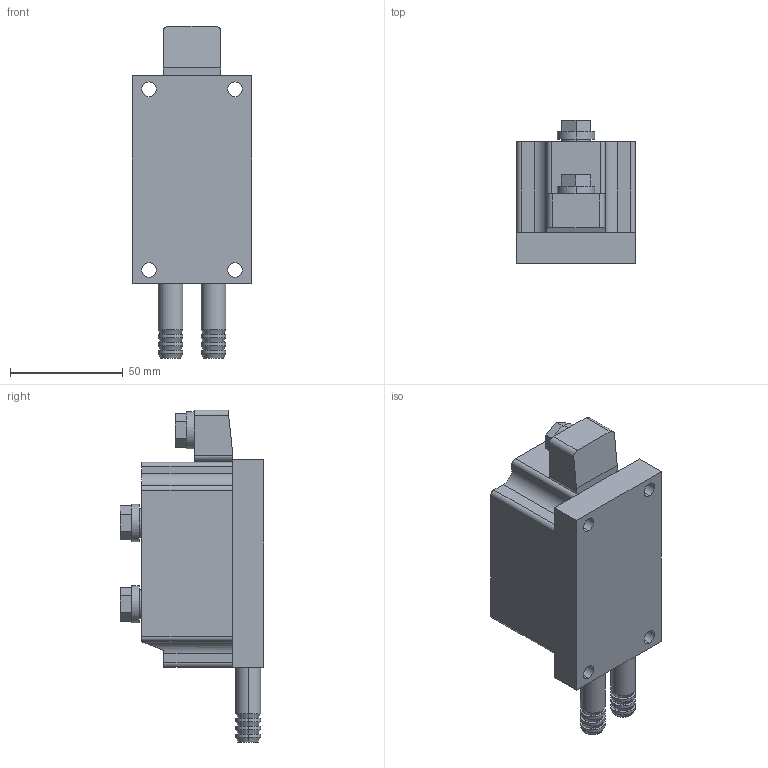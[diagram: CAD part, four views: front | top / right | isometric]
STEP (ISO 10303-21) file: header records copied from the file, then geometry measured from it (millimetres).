
FILE_DESCRIPTION (( 'STEP AP214' ), '1' );
FILE_NAME ('45MTC250-300阨濮.STEP', '2025-04-14T08:57:15', ( '' ), ( 'Microsoft' ), 'SwSTEP 2.0', 'SolidWorks 2014', '' );
FILE_SCHEMA (( 'AUTOMOTIVE_DESIGN' ));
Length unit declared in the file: millimetre
Products named in the file (1): 45MTC250-300阨濮
Bounding box: 53 x 63.5 x 147 mm (x, y, z)
Volume: 251319.7 mm3; surface area: 32288.4 mm2
Topology: 1 solids, 9 shells, 163 faces, 369 edges, 240 vertices
Faces by surface type: plane 81, cylinder 66, cone 16
Entity records: 4623 total; most frequent: DIRECTION 843, CARTESIAN_POINT 785, ORIENTED_EDGE 738, EDGE_CURVE 369, AXIS2_PLACEMENT_3D 314, VERTEX_POINT 240, VECTOR 215, LINE 215
